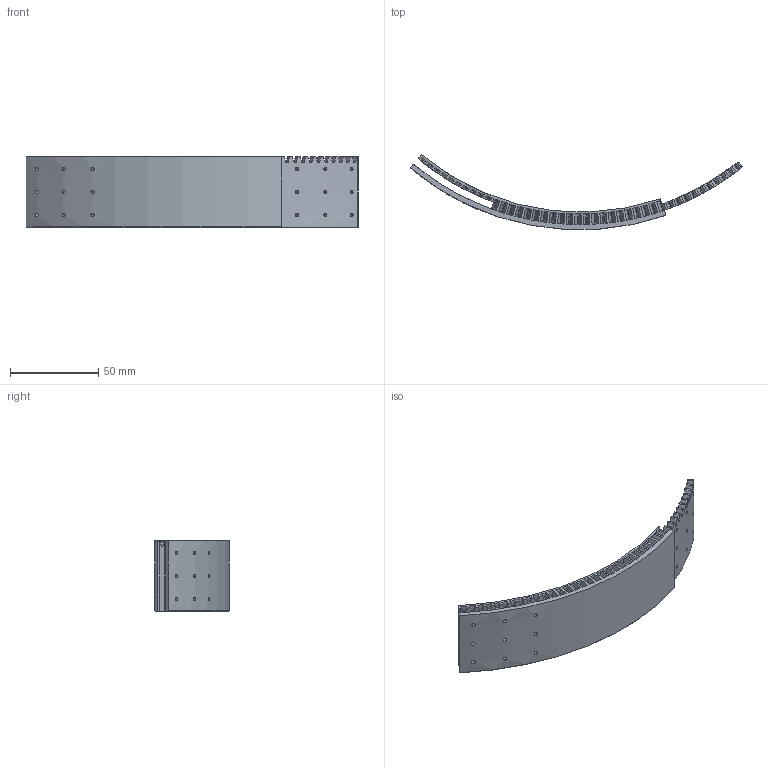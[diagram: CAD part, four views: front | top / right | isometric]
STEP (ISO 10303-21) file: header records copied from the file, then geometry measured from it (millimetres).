
FILE_DESCRIPTION(('FreeCAD Model'),'2;1');
FILE_NAME('Open CASCADE Shape Model','2024-11-10T11:20:01',('Author'),( ''),'Open CASCADE STEP processor 7.7','FreeCAD','Unknown');
FILE_SCHEMA(('AUTOMOTIVE_DESIGN { 1 0 10303 214 1 1 1 1 }'));
Length unit declared in the file: millimetre
Products named in the file (1): 2-rotor-segmented-in-three--part-2
Bounding box: 188.46 x 42.53 x 40 mm (x, y, z)
Volume: 57132.4 mm3; surface area: 25007.9 mm2
Topology: 1 solids, 1 shells, 326 faces, 915 edges, 610 vertices
Faces by surface type: plane 113, cone 84, bspline 83, cylinder 46
Full cylindrical faces by diameter (mm): 2 x18
Entity records: 14193 total; most frequent: CARTESIAN_POINT 6593, ORIENTED_EDGE 1830, DIRECTION 1142, EDGE_CURVE 915, VERTEX_POINT 610, B_SPLINE_CURVE_WITH_KNOTS 447, AXIS2_PLACEMENT_3D 430, FACE_BOUND 399
